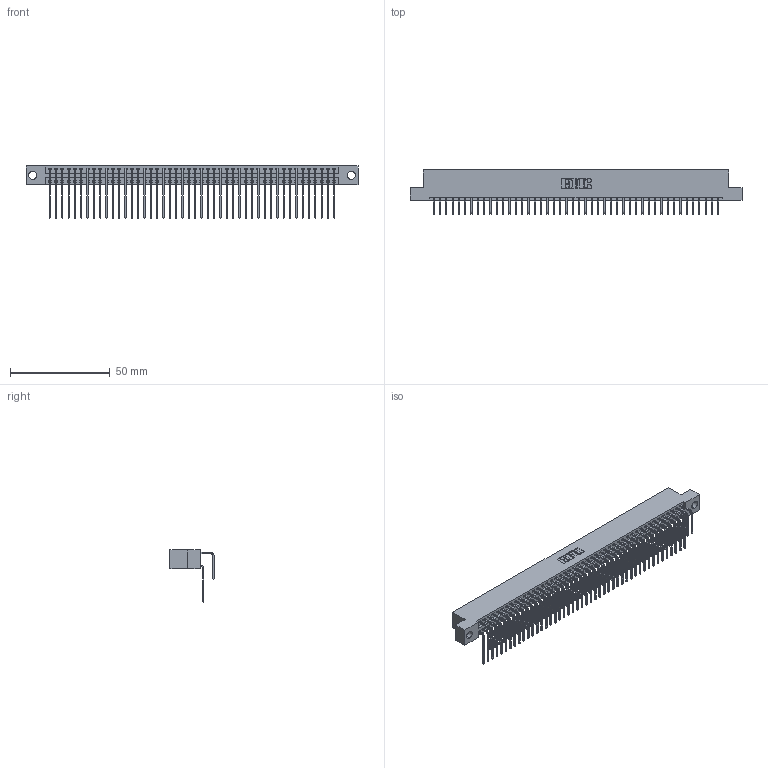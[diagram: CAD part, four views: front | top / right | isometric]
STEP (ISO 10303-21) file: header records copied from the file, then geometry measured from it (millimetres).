
FILE_DESCRIPTION (( 'STEP AP203' ), '1' );
FILE_NAME ('396-092-558-204.STEP', '2019-11-03T14:32:15', ( '' ), ( '' ), 'SwSTEP 2.0', 'SolidWorks 2016', '' );
FILE_SCHEMA (( 'CONFIG_CONTROL_DESIGN' ));
Length unit declared in the file: inch
Products named in the file (4): 346 Part_Flush Mounting Lugs - 0.156 Dia-TH; 345-292-001_558 Tail - 2; 345-292-001_558 559 Tail - 1; 396-092-558-204
Assembly tree (93 placements, depth 2):
  396-092-558-204
    346 Part_Flush Mounting Lugs - 0.156 Dia-TH
    345-292-001_558 559 Tail - 1  x46
    345-292-001_558 Tail - 2  x46
Bounding box: 166.62 x 22.16 x 26.16 mm (x, y, z)
Volume: 16721.8 mm3; surface area: 25407.6 mm2
Topology: 93 solids, 93 shells, 5090 faces, 15141 edges, 9970 vertices
Faces by surface type: plane 3480, cylinder 1610
Entity records: 31269 total; most frequent: CARTESIAN_POINT 5199, ORIENTED_EDGE 5082, DIRECTION 4605, EDGE_CURVE 2541, LINE 2185, VECTOR 2185, VERTEX_POINT 1690, AXIS2_PLACEMENT_3D 1210
